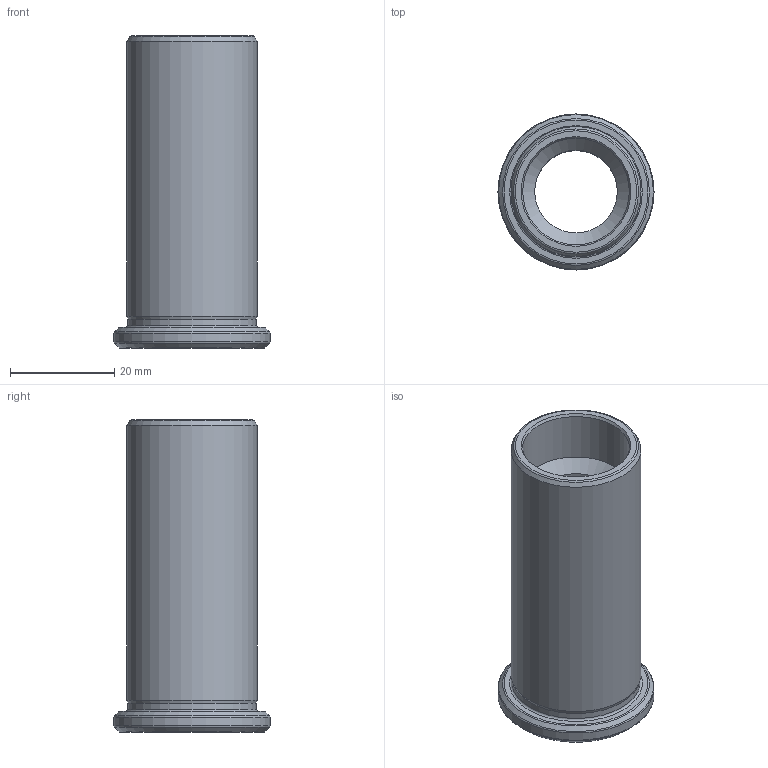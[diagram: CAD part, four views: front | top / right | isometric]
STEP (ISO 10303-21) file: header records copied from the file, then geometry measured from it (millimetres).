
FILE_DESCRIPTION(/* description */ (''),/* implementation_level */ '2;1');
FILE_NAME(/* name */ '1704283448964.stp',/* time_stamp */ '2024-01-03T17:34:20+05:00',/* author */ (''),/* organization */ ('SMS'),/* preprocessor_version */ 'ST-DEVELOPER v16.7',/* originating_system */ 'SIEMENS PLM Software NX 12.0',/* authorisation */ '');
FILE_SCHEMA (('AUTOMOTIVE_DESIGN { 1 0 10303 214 3 1 1 1 }'));
Length unit declared in the file: millimetre
Products named in the file (1): 205082398mod000_00
Bounding box: 30 x 30 x 60 mm (x, y, z)
Volume: 16829.2 mm3; surface area: 8688.2 mm2
Topology: 1 solids, 1 shells, 21 faces, 43 edges, 28 vertices
Faces by surface type: torus 7, cone 6, cylinder 5, plane 3
Full cylindrical faces by diameter (mm): 15.875 x1, 20.5 x1, 24.7 x1, 25 x1, 30 x1
Entity records: 497 total; most frequent: DIRECTION 92, CARTESIAN_POINT 70, AXIS2_PLACEMENT_3D 46, FACE_BOUND 42, EDGE_LOOP 42, ORIENTED_EDGE 42, ADVANCED_FACE 21, VERTEX_POINT 21
